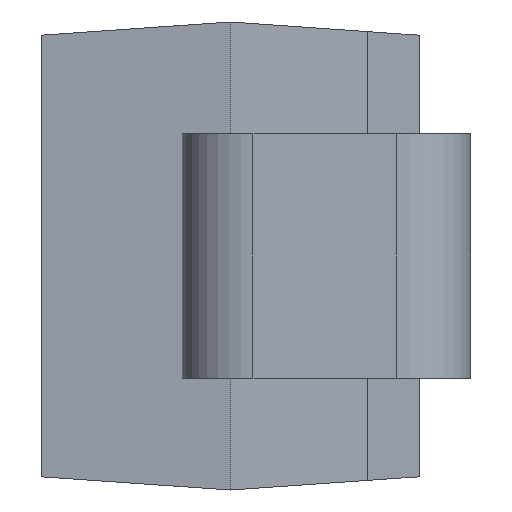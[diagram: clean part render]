
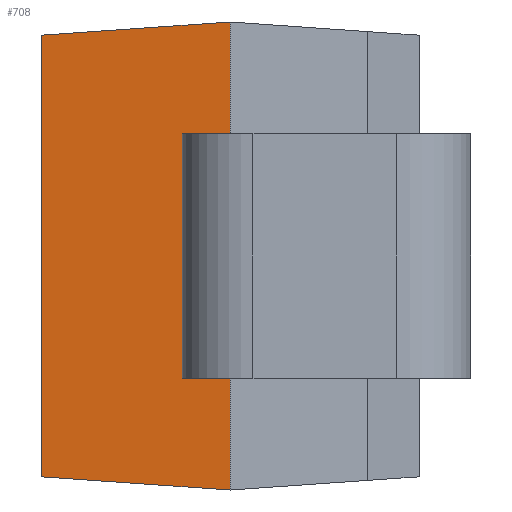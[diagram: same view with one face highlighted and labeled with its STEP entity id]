
A CAD part, left-side view. The second image highlights one B-rep face of the part: STEP entity #708.
In plain terms, the highlighted planar face has unit normal (-0.998, 0.07, 0).
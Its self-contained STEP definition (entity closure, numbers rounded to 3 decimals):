
#52 = VECTOR ( 'NONE', #281, 1000. ) ;
#55 = VECTOR ( 'NONE', #1235, 1000. ) ;
#78 = VERTEX_POINT ( 'NONE', #887 ) ;
#91 = LINE ( 'NONE', #1117, #52 ) ;
#93 = CARTESIAN_POINT ( 'NONE',  ( -2.174, 1.589, -1.349 ) ) ;
#95 = CARTESIAN_POINT ( 'NONE',  ( -2.188, 1.4, 1.363 ) ) ;
#168 = VECTOR ( 'NONE', #861, 1000. ) ;
#281 = DIRECTION ( 'NONE',  ( -0.07, -0.995, 0.07 ) ) ;
#328 = ORIENTED_EDGE ( 'NONE', *, *, #1031, .F. ) ;
#329 = DIRECTION ( 'NONE',  ( 0., 0., 1. ) ) ;
#364 = FACE_OUTER_BOUND ( 'NONE', #739, .T. ) ;
#461 = DIRECTION ( 'NONE',  ( 0., 0., 1. ) ) ;
#490 = CARTESIAN_POINT ( 'NONE',  ( -2.111, 2.5, 1.363 ) ) ;
#492 = EDGE_CURVE ( 'NONE', #78, #1212, #91, .T. ) ;
#538 = CARTESIAN_POINT ( 'NONE',  ( -2.111, 2.5, -1.286 ) ) ;
#539 = ORIENTED_EDGE ( 'NONE', *, *, #1217, .T. ) ;
#565 = CARTESIAN_POINT ( 'NONE',  ( -2.188, 1.4, 1.363 ) ) ;
#631 = ORIENTED_EDGE ( 'NONE', *, *, #492, .F. ) ;
#635 = LINE ( 'NONE', #1012, #1127 ) ;
#708 = ADVANCED_FACE ( 'NONE', ( #364 ), #1034, .T. ) ;
#739 = EDGE_LOOP ( 'NONE', ( #910, #631, #328, #539 ) ) ;
#829 = AXIS2_PLACEMENT_3D ( 'NONE', #565, #942, #461 ) ;
#852 = EDGE_CURVE ( 'NONE', #1035, #1212, #635, .T. ) ;
#856 = LINE ( 'NONE', #93, #55 ) ;
#861 = DIRECTION ( 'NONE',  ( 0., 0., 1. ) ) ;
#887 = CARTESIAN_POINT ( 'NONE',  ( -2.111, 2.5, 1.286 ) ) ;
#910 = ORIENTED_EDGE ( 'NONE', *, *, #852, .T. ) ;
#935 = VERTEX_POINT ( 'NONE', #538 ) ;
#942 = DIRECTION ( 'NONE',  ( -0.998, 0.07, 0. ) ) ;
#1012 = CARTESIAN_POINT ( 'NONE',  ( -2.188, 1.4, 1.363 ) ) ;
#1031 = EDGE_CURVE ( 'NONE', #935, #78, #1170, .T. ) ;
#1034 = PLANE ( 'NONE',  #829 ) ;
#1035 = VERTEX_POINT ( 'NONE', #1054 ) ;
#1054 = CARTESIAN_POINT ( 'NONE',  ( -2.188, 1.4, -1.362 ) ) ;
#1117 = CARTESIAN_POINT ( 'NONE',  ( -2.166, 1.703, 1.341 ) ) ;
#1127 = VECTOR ( 'NONE', #329, 1000. ) ;
#1170 = LINE ( 'NONE', #490, #168 ) ;
#1212 = VERTEX_POINT ( 'NONE', #95 ) ;
#1217 = EDGE_CURVE ( 'NONE', #935, #1035, #856, .T. ) ;
#1235 = DIRECTION ( 'NONE',  ( -0.07, -0.995, -0.07 ) ) ;
